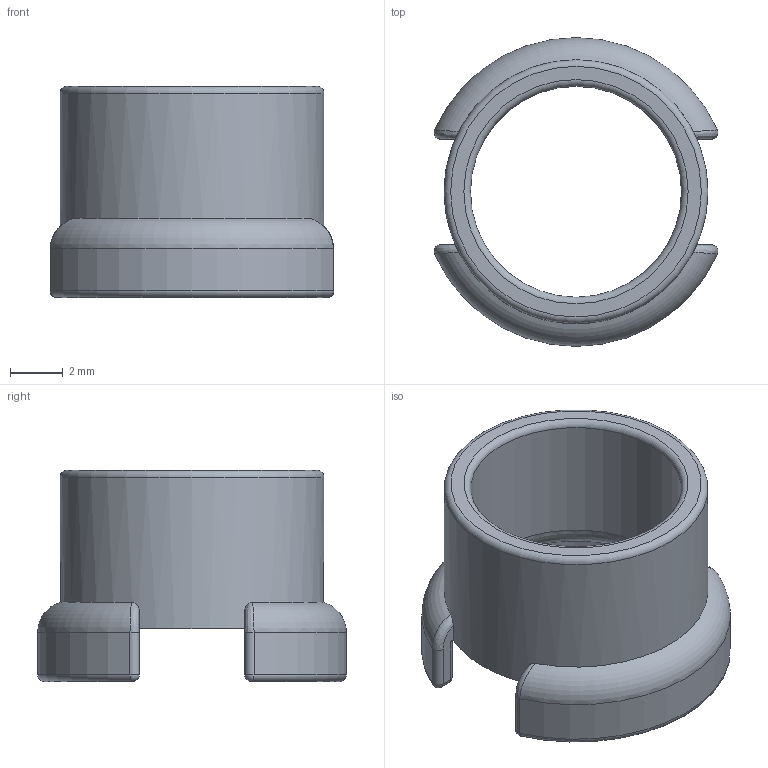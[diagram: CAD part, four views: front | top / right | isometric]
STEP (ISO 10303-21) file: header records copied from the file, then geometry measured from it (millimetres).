
FILE_DESCRIPTION(/* description */ (''),/* implementation_level */ '2;1');
FILE_NAME(/* name */ 'END_CUP.step',/* time_stamp */ '2023-02-07T19:00:02-06:00',/* author */ (''),/* organization */ (''),/* preprocessor_version */ 'ST-DEVELOPER v19.2',/* originating_system */ 'Autodesk Translation Framework v11.17.0.187',/* authorisation */ '');
FILE_SCHEMA (('AUTOMOTIVE_DESIGN { 1 0 10303 214 3 1 1 }'));
Length unit declared in the file: millimetre
Products named in the file (1): FusionComponent
Bounding box: 10.76 x 11.7 x 8 mm (x, y, z)
Volume: 221 mm3; surface area: 518.8 mm2
Topology: 1 solids, 1 shells, 46 faces, 106 edges, 61 vertices
Faces by surface type: cylinder 18, torus 9, sphere 8, plane 7, bspline 4
Full cylindrical faces by diameter (mm): 8 x1, 10 x1
Entity records: 1635 total; most frequent: CARTESIAN_POINT 570, DIRECTION 228, ORIENTED_EDGE 212, EDGE_CURVE 106, AXIS2_PLACEMENT_3D 99, VERTEX_POINT 61, CIRCLE 56, EDGE_LOOP 47
